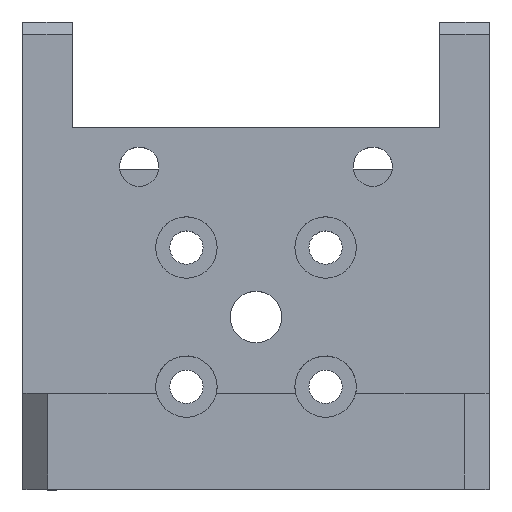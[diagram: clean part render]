
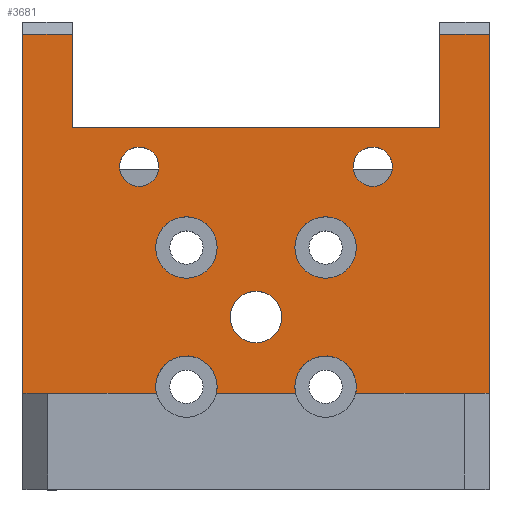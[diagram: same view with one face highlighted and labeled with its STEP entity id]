
A CAD part, top view. The second image highlights one B-rep face of the part: STEP entity #3681.
In plain terms, the highlighted planar face has unit normal (0, 0, 1).
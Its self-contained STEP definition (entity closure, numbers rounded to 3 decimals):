
#102=CIRCLE('',#3891,1.6);
#103=CIRCLE('',#3892,1.6);
#104=CIRCLE('',#3893,2.5);
#105=CIRCLE('',#3894,2.5);
#106=CIRCLE('',#3895,2.1);
#107=CIRCLE('',#3896,2.5);
#108=CIRCLE('',#3897,2.5);
#295=ORIENTED_EDGE('',*,*,#1388,.F.);
#296=ORIENTED_EDGE('',*,*,#1389,.F.);
#297=ORIENTED_EDGE('',*,*,#1390,.F.);
#298=ORIENTED_EDGE('',*,*,#1391,.F.);
#299=ORIENTED_EDGE('',*,*,#1392,.F.);
#300=ORIENTED_EDGE('',*,*,#1393,.T.);
#301=ORIENTED_EDGE('',*,*,#1394,.T.);
#302=ORIENTED_EDGE('',*,*,#1395,.F.);
#303=ORIENTED_EDGE('',*,*,#1396,.T.);
#304=ORIENTED_EDGE('',*,*,#1397,.F.);
#305=ORIENTED_EDGE('',*,*,#1398,.T.);
#306=ORIENTED_EDGE('',*,*,#1399,.F.);
#307=ORIENTED_EDGE('',*,*,#1400,.T.);
#308=ORIENTED_EDGE('',*,*,#1376,.F.);
#309=ORIENTED_EDGE('',*,*,#1401,.T.);
#310=ORIENTED_EDGE('',*,*,#1402,.T.);
#311=ORIENTED_EDGE('',*,*,#1403,.T.);
#1376=EDGE_CURVE('',#1923,#1924,#2292,.F.);
#1388=EDGE_CURVE('',#1934,#1934,#102,.T.);
#1389=EDGE_CURVE('',#1935,#1935,#103,.T.);
#1390=EDGE_CURVE('',#1936,#1936,#104,.F.);
#1391=EDGE_CURVE('',#1937,#1937,#105,.F.);
#1392=EDGE_CURVE('',#1938,#1938,#106,.F.);
#1393=EDGE_CURVE('',#1939,#1940,#2304,.T.);
#1394=EDGE_CURVE('',#1940,#1941,#2305,.T.);
#1395=EDGE_CURVE('',#1942,#1941,#2306,.T.);
#1396=EDGE_CURVE('',#1942,#1943,#2307,.T.);
#1397=EDGE_CURVE('',#1944,#1943,#107,.F.);
#1398=EDGE_CURVE('',#1944,#1945,#2308,.T.);
#1399=EDGE_CURVE('',#1946,#1945,#108,.F.);
#1400=EDGE_CURVE('',#1946,#1924,#2309,.T.);
#1401=EDGE_CURVE('',#1923,#1947,#2310,.T.);
#1402=EDGE_CURVE('',#1947,#1948,#2311,.F.);
#1403=EDGE_CURVE('',#1948,#1939,#2312,.T.);
#1923=VERTEX_POINT('',#5288);
#1924=VERTEX_POINT('',#5290);
#1934=VERTEX_POINT('',#5313);
#1935=VERTEX_POINT('',#5315);
#1936=VERTEX_POINT('',#5317);
#1937=VERTEX_POINT('',#5319);
#1938=VERTEX_POINT('',#5321);
#1939=VERTEX_POINT('',#5323);
#1940=VERTEX_POINT('',#5324);
#1941=VERTEX_POINT('',#5326);
#1942=VERTEX_POINT('',#5328);
#1943=VERTEX_POINT('',#5330);
#1944=VERTEX_POINT('',#5332);
#1945=VERTEX_POINT('',#5334);
#1946=VERTEX_POINT('',#5336);
#1947=VERTEX_POINT('',#5339);
#1948=VERTEX_POINT('',#5341);
#2292=LINE('',#5289,#2668);
#2304=LINE('',#5322,#2680);
#2305=LINE('',#5325,#2681);
#2306=LINE('',#5327,#2682);
#2307=LINE('',#5329,#2683);
#2308=LINE('',#5333,#2684);
#2309=LINE('',#5337,#2685);
#2310=LINE('',#5338,#2686);
#2311=LINE('',#5340,#2687);
#2312=LINE('',#5342,#2688);
#2668=VECTOR('',#4240,1000.);
#2680=VECTOR('',#4264,1000.);
#2681=VECTOR('',#4265,1000.);
#2682=VECTOR('',#4266,1000.);
#2683=VECTOR('',#4267,1000.);
#2684=VECTOR('',#4270,1000.);
#2685=VECTOR('',#4273,1000.);
#2686=VECTOR('',#4274,1000.);
#2687=VECTOR('',#4275,1000.);
#2688=VECTOR('',#4276,1000.);
#3009=EDGE_LOOP('',(#295));
#3010=EDGE_LOOP('',(#296));
#3011=EDGE_LOOP('',(#297));
#3012=EDGE_LOOP('',(#298));
#3013=EDGE_LOOP('',(#299));
#3014=EDGE_LOOP('',(#300,#301,#302,#303,#304,#305,#306,#307,#308,#309,#310,
#311));
#3275=FACE_BOUND('',#3009,.T.);
#3276=FACE_BOUND('',#3010,.T.);
#3277=FACE_BOUND('',#3011,.T.);
#3278=FACE_BOUND('',#3012,.T.);
#3279=FACE_BOUND('',#3013,.T.);
#3280=FACE_BOUND('',#3014,.T.);
#3531=PLANE('',#3890);
#3681=ADVANCED_FACE('',(#3275,#3276,#3277,#3278,#3279,#3280),#3531,.F.);
#3890=AXIS2_PLACEMENT_3D('',#5311,#4252,#4253);
#3891=AXIS2_PLACEMENT_3D('',#5312,#4254,#4255);
#3892=AXIS2_PLACEMENT_3D('',#5314,#4256,#4257);
#3893=AXIS2_PLACEMENT_3D('',#5316,#4258,#4259);
#3894=AXIS2_PLACEMENT_3D('',#5318,#4260,#4261);
#3895=AXIS2_PLACEMENT_3D('',#5320,#4262,#4263);
#3896=AXIS2_PLACEMENT_3D('',#5331,#4268,#4269);
#3897=AXIS2_PLACEMENT_3D('',#5335,#4271,#4272);
#4240=DIRECTION('',(0.,1.,0.));
#4252=DIRECTION('',(0.,0.,-1.));
#4253=DIRECTION('',(0.,1.,0.));
#4254=DIRECTION('',(0.,0.,1.));
#4255=DIRECTION('',(0.,1.,0.));
#4256=DIRECTION('',(0.,0.,1.));
#4257=DIRECTION('',(0.,1.,0.));
#4258=DIRECTION('',(0.,0.,-1.));
#4259=DIRECTION('',(0.,1.,0.));
#4260=DIRECTION('',(0.,0.,-1.));
#4261=DIRECTION('',(0.,1.,0.));
#4262=DIRECTION('',(0.,0.,-1.));
#4263=DIRECTION('',(0.,1.,0.));
#4264=DIRECTION('',(0.,1.,0.));
#4265=DIRECTION('',(-1.,0.,0.));
#4266=DIRECTION('',(0.,1.,0.));
#4267=DIRECTION('',(1.,0.,0.));
#4268=DIRECTION('',(0.,0.,-1.));
#4269=DIRECTION('',(0.,1.,0.));
#4270=DIRECTION('',(1.,0.,0.));
#4271=DIRECTION('',(0.,0.,-1.));
#4272=DIRECTION('',(0.,1.,0.));
#4273=DIRECTION('',(1.,0.,0.));
#4274=DIRECTION('',(-1.,0.,0.));
#4275=DIRECTION('',(0.,1.,0.));
#4276=DIRECTION('',(-1.,0.,0.));
#5288=CARTESIAN_POINT('',(18.95,0.993,17.998));
#5289=CARTESIAN_POINT('',(18.95,-28.2,17.998));
#5290=CARTESIAN_POINT('',(18.95,-28.2,17.998));
#5311=CARTESIAN_POINT('',(-18.95,-28.2,17.998));
#5312=CARTESIAN_POINT('',(9.5,-9.775,17.998));
#5313=CARTESIAN_POINT('',(9.5,-8.175,17.998));
#5314=CARTESIAN_POINT('',(-9.5,-9.775,17.998));
#5315=CARTESIAN_POINT('',(-9.5,-8.175,17.998));
#5316=CARTESIAN_POINT('',(-5.657,-16.343,17.998));
#5317=CARTESIAN_POINT('',(-5.657,-13.843,17.998));
#5318=CARTESIAN_POINT('',(5.657,-16.343,17.998));
#5319=CARTESIAN_POINT('',(5.657,-13.843,17.998));
#5320=CARTESIAN_POINT('',(0.,-22.,17.998));
#5321=CARTESIAN_POINT('',(0.,-19.9,17.998));
#5322=CARTESIAN_POINT('',(-14.95,-28.2,17.998));
#5323=CARTESIAN_POINT('',(-14.95,-6.55,17.998));
#5324=CARTESIAN_POINT('',(-14.95,0.993,17.998));
#5325=CARTESIAN_POINT('',(-18.95,0.993,17.998));
#5326=CARTESIAN_POINT('',(-18.95,0.993,17.998));
#5327=CARTESIAN_POINT('',(-18.95,-28.2,17.998));
#5328=CARTESIAN_POINT('',(-18.95,-28.2,17.998));
#5329=CARTESIAN_POINT('',(-18.95,-28.2,17.998));
#5330=CARTESIAN_POINT('',(-8.097,-28.2,17.998));
#5331=CARTESIAN_POINT('',(-5.657,-27.657,17.998));
#5332=CARTESIAN_POINT('',(-3.217,-28.2,17.998));
#5333=CARTESIAN_POINT('',(-18.95,-28.2,17.998));
#5334=CARTESIAN_POINT('',(3.217,-28.2,17.998));
#5335=CARTESIAN_POINT('',(5.657,-27.657,17.998));
#5336=CARTESIAN_POINT('',(8.097,-28.2,17.998));
#5337=CARTESIAN_POINT('',(-18.95,-28.2,17.998));
#5338=CARTESIAN_POINT('',(-18.95,0.993,17.998));
#5339=CARTESIAN_POINT('',(14.95,0.993,17.998));
#5340=CARTESIAN_POINT('',(14.95,-28.2,17.998));
#5341=CARTESIAN_POINT('',(14.95,-6.55,17.998));
#5342=CARTESIAN_POINT('',(281.06,-6.55,17.998));
